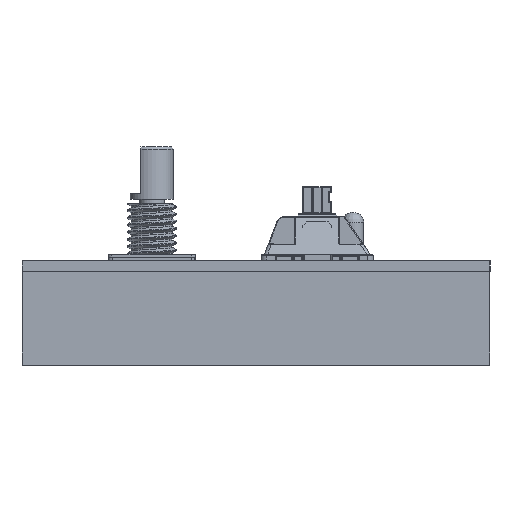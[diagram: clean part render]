
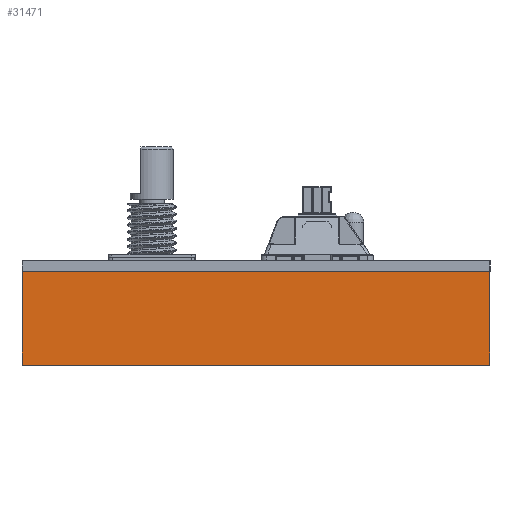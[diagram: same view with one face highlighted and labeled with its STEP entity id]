
A CAD part, left-side view. The second image highlights one B-rep face of the part: STEP entity #31471.
In plain terms, the highlighted planar face has unit normal (-1, 0, 0).
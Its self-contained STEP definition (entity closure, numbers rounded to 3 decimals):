
#1354=PLANE('',#33562);
#2099=FACE_OUTER_BOUND('',#4068,.T.);
#4068=EDGE_LOOP('',(#21141,#21142,#21143,#21144));
#6175=LINE('',#47361,#8985);
#6195=LINE('',#47425,#9005);
#6196=LINE('',#47426,#9006);
#6197=LINE('',#47427,#9007);
#8985=VECTOR('',#37223,10.);
#9005=VECTOR('',#37291,10.);
#9006=VECTOR('',#37292,10.);
#9007=VECTOR('',#37293,10.);
#13413=VERTEX_POINT('',#47358);
#13414=VERTEX_POINT('',#47360);
#13433=VERTEX_POINT('',#47423);
#13434=VERTEX_POINT('',#47424);
#16288=EDGE_CURVE('',#13413,#13414,#6175,.T.);
#16320=EDGE_CURVE('',#13433,#13434,#6195,.T.);
#16321=EDGE_CURVE('',#13433,#13414,#6196,.T.);
#16322=EDGE_CURVE('',#13434,#13413,#6197,.T.);
#21141=ORIENTED_EDGE('',*,*,#16320,.F.);
#21142=ORIENTED_EDGE('',*,*,#16321,.T.);
#21143=ORIENTED_EDGE('',*,*,#16288,.F.);
#21144=ORIENTED_EDGE('',*,*,#16322,.F.);
#31471=ADVANCED_FACE('',(#2099),#1354,.T.);
#33562=AXIS2_PLACEMENT_3D('',#47422,#37289,#37290);
#37223=DIRECTION('',(0.,-1.,0.));
#37289=DIRECTION('center_axis',(-1.,0.,0.));
#37290=DIRECTION('ref_axis',(0.,-1.,0.));
#37291=DIRECTION('',(0.,1.,0.));
#37292=DIRECTION('',(0.,0.,1.));
#37293=DIRECTION('',(0.,0.,1.));
#47358=CARTESIAN_POINT('',(-69.886,48.062,13.));
#47360=CARTESIAN_POINT('',(-69.886,-16.938,13.));
#47361=CARTESIAN_POINT('',(-69.886,-16.938,13.));
#47422=CARTESIAN_POINT('Origin',(-69.886,48.062,0.));
#47423=CARTESIAN_POINT('',(-69.886,-16.938,0.));
#47424=CARTESIAN_POINT('',(-69.886,48.062,0.));
#47425=CARTESIAN_POINT('',(-69.886,-16.938,0.));
#47426=CARTESIAN_POINT('',(-69.886,-16.938,0.));
#47427=CARTESIAN_POINT('',(-69.886,48.062,0.));
